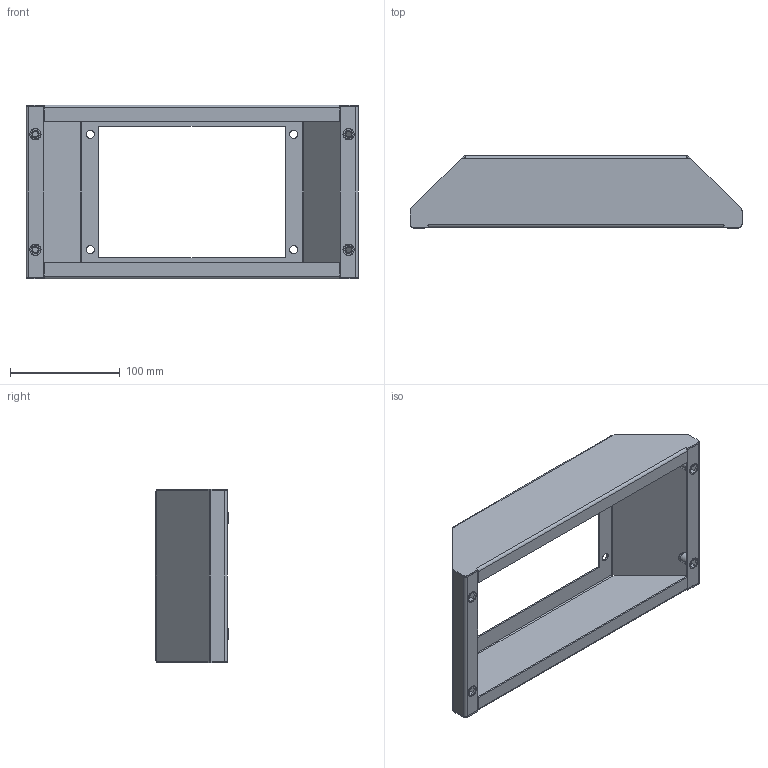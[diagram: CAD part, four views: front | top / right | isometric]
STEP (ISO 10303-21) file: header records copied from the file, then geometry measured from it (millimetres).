
FILE_DESCRIPTION((''),'2;1');
FILE_NAME('TG3050_DUCT_ASM_1_ASM','2020-05-22T17:07:11',('briang'),(''),'CREO PARAMETRIC BY PTC INC, 2019080','CREO PARAMETRIC BY PTC INC, 2019080','');
FILE_SCHEMA(('CONFIG_CONTROL_DESIGN'));
Length unit declared in the file: millimetre
Products named in the file (3): TG3050_DUCT_1; POPNUT_M6_HEX_OPEN_A2_1; TG3050_DUCT_ASM_1_ASM
Assembly tree (5 placements, depth 2):
  TG3050_DUCT_ASM_1_ASM
    TG3050_DUCT_1
    POPNUT_M6_HEX_OPEN_A2_1  x4
Bounding box: 302 x 65.6 x 158 mm (x, y, z)
Volume: 125020.5 mm3; surface area: 171944.2 mm2
Topology: 5 solids, 9 shells, 342 faces, 848 edges, 520 vertices
Faces by surface type: plane 254, cylinder 68, cone 16, bspline 4
Entity records: 6495 total; most frequent: CARTESIAN_POINT 1248, ORIENTED_EDGE 1068, DIRECTION 1064, EDGE_CURVE 536, VECTOR 418, LINE 418, VERTEX_POINT 334, AXIS2_PLACEMENT_3D 323
